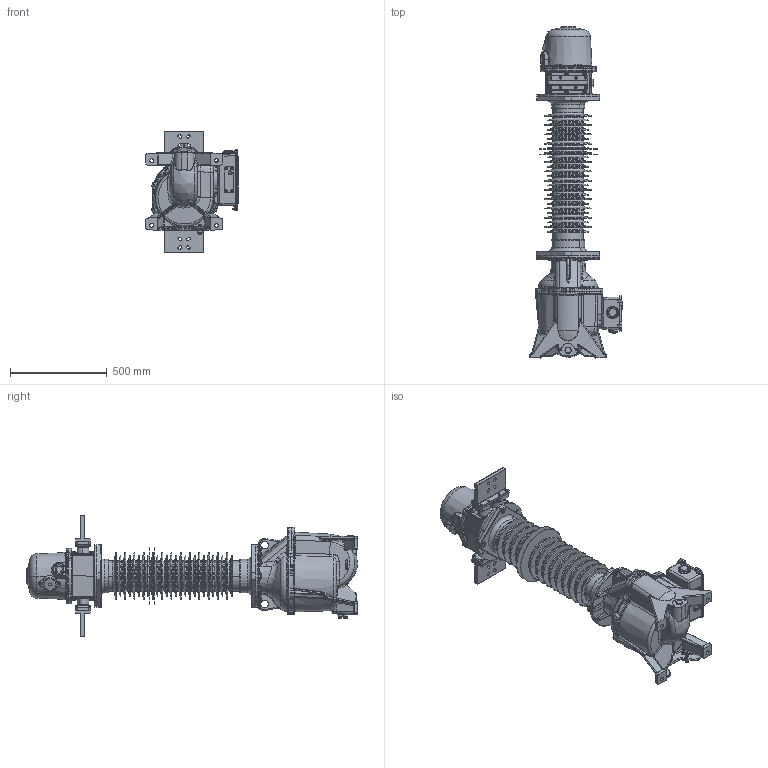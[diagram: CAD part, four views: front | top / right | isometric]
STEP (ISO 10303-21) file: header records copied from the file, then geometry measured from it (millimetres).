
FILE_DESCRIPTION((''),'2;1');
FILE_NAME('1HSE220062-931_SW0001','2016-11-02T',('sebjsjo1'),('ABB Technology Ltd.'),'PRO/ENGINEER BY PARAMETRIC TECHNOLOGY CORPORATION, 2015110','PRO/ENGINEER BY PARAMETRIC TECHNOLOGY CORPORATION, 2015110','');
FILE_SCHEMA(('CONFIG_CONTROL_DESIGN'));
Products named in the file (1): 1HSE220062-931_SW0001
Bounding box: 476.2 x 1718 x 630 mm (x, y, z)
Surface area: 4663202.6 mm2 (no closed solid volume)
Topology: 0 solids, 217 shells, 3088 faces, 12602 edges, 9427 vertices
Faces by surface type: plane 872, cylinder 864, bspline 717, torus 317, cone 245, sphere 62, extrusion 11
Entity records: 172832 total; most frequent: CARTESIAN_POINT 78235, ORIENTED_EDGE 18610, DIRECTION 17295, EDGE_CURVE 12586, VERTEX_POINT 9427, AXIS2_PLACEMENT_3D 5786, VECTOR 5723, LINE 5712
